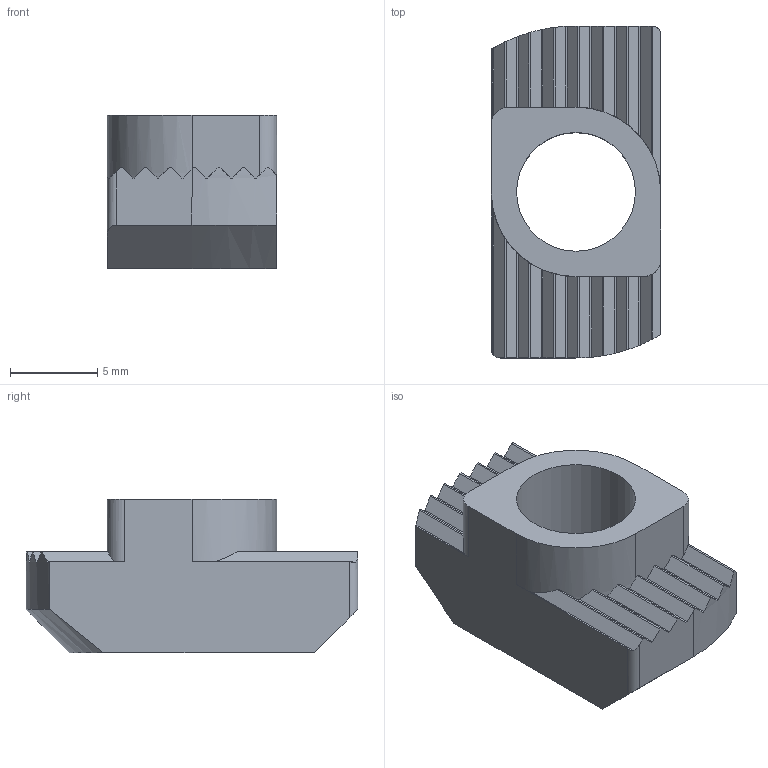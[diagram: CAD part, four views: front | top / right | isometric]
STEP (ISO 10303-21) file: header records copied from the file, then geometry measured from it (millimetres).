
FILE_DESCRIPTION(('STEP AP203'),'1');
FILE_NAME('FIXE10B1120.stp','2023-10-17T10:20:17',(' '),(' '),'Spatial InterOp 3D',' ',' ');
FILE_SCHEMA(('CONFIG_CONTROL_DESIGN'));
Length unit declared in the file: millimetre
Products named in the file (1): Ecrou tête rectangulaire 10 M8
Bounding box: 9.7 x 19 x 8.8 mm (x, y, z)
Volume: 883.8 mm3; surface area: 875.6 mm2
Topology: 1 solids, 1 shells, 77 faces, 227 edges, 152 vertices
Faces by surface type: plane 66, cylinder 9, bspline 2
Full cylindrical faces by diameter (mm): 6.8 x1
Entity records: 2808 total; most frequent: CARTESIAN_POINT 520, ORIENTED_EDGE 452, DIRECTION 449, EDGE_CURVE 226, AXIS2_PLACEMENT_3D 154, VERTEX_POINT 152, LINE 141, VECTOR 141
